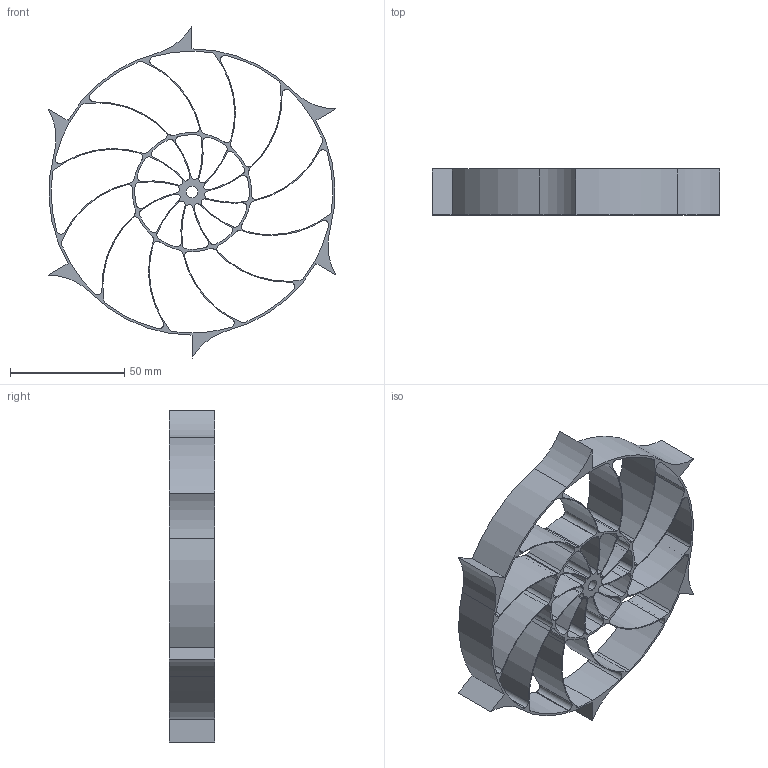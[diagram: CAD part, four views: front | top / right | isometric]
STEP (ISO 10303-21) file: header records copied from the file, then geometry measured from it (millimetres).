
FILE_DESCRIPTION (( 'STEP AP214' ), '1' );
FILE_NAME ('Wheel spokes demo 2.STEP', '2024-07-19T00:40:06', ( '' ), ( '' ), 'SwSTEP 2.0', 'SolidWorks 2023', '' );
FILE_SCHEMA (( 'AUTOMOTIVE_DESIGN' ));
Length unit declared in the file: millimetre
Products named in the file (1): Wheel spokes demo 2
Bounding box: 125.57 x 20 x 145 mm (x, y, z)
Volume: 26812.9 mm3; surface area: 54529.8 mm2
Topology: 1 solids, 1 shells, 234 faces, 696 edges, 464 vertices
Faces by surface type: cylinder 226, plane 8
Entity records: 8255 total; most frequent: DIRECTION 1618, CARTESIAN_POINT 1395, ORIENTED_EDGE 1392, EDGE_CURVE 696, AXIS2_PLACEMENT_3D 687, VERTEX_POINT 464, CIRCLE 452, EDGE_LOOP 284
